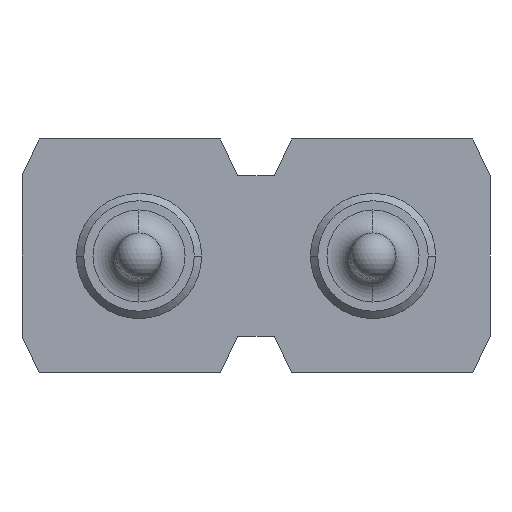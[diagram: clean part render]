
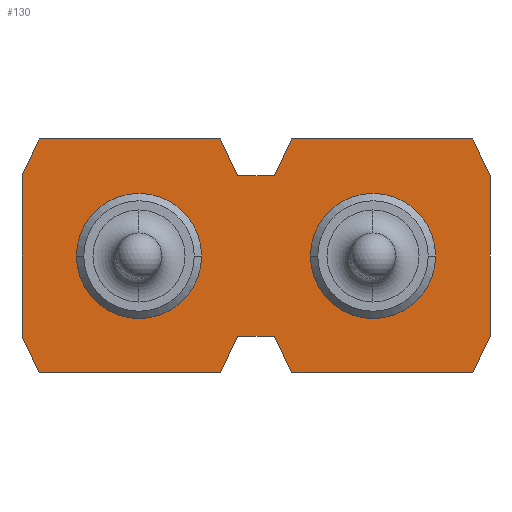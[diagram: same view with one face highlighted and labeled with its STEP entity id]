
A CAD part, front view. The second image highlights one B-rep face of the part: STEP entity #130.
In plain terms, the highlighted planar face has unit normal (0, -1, 0).
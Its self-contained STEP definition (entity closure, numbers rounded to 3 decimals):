
#130=ADVANCED_FACE('',(#246,#247,#248),#249,.F.);
#246=FACE_BOUND('',#364,.T.);
#247=FACE_BOUND('',#365,.T.);
#248=FACE_OUTER_BOUND('',#366,.T.);
#249=PLANE('',#367);
#364=EDGE_LOOP('',(#797,#798));
#365=EDGE_LOOP('',(#799,#800));
#366=EDGE_LOOP('',(#801,#802,#803,#804,#805,#806,#807,#808,#809,#810,#811,#812,#813,#814,#815,#816));
#367=AXIS2_PLACEMENT_3D('',#817,#818,#819);
#797=ORIENTED_EDGE('',*,*,#878,.T.);
#798=ORIENTED_EDGE('',*,*,#865,.T.);
#799=ORIENTED_EDGE('',*,*,#897,.T.);
#800=ORIENTED_EDGE('',*,*,#837,.T.);
#801=ORIENTED_EDGE('',*,*,#960,.T.);
#802=ORIENTED_EDGE('',*,*,#961,.T.);
#803=ORIENTED_EDGE('',*,*,#950,.T.);
#804=ORIENTED_EDGE('',*,*,#953,.T.);
#805=ORIENTED_EDGE('',*,*,#955,.T.);
#806=ORIENTED_EDGE('',*,*,#957,.T.);
#807=ORIENTED_EDGE('',*,*,#958,.T.);
#808=ORIENTED_EDGE('',*,*,#917,.F.);
#809=ORIENTED_EDGE('',*,*,#941,.T.);
#810=ORIENTED_EDGE('',*,*,#920,.T.);
#811=ORIENTED_EDGE('',*,*,#924,.T.);
#812=ORIENTED_EDGE('',*,*,#927,.T.);
#813=ORIENTED_EDGE('',*,*,#930,.T.);
#814=ORIENTED_EDGE('',*,*,#933,.T.);
#815=ORIENTED_EDGE('',*,*,#936,.T.);
#816=ORIENTED_EDGE('',*,*,#938,.T.);
#817=CARTESIAN_POINT('',(-1.37,0.0,0.0));
#818=DIRECTION('',(0.0,1.0,0.));
#819=DIRECTION('',(1.0,0.0,0.0));
#837=EDGE_CURVE('',#991,#993,#995,.T.);
#865=EDGE_CURVE('',#1045,#1047,#1049,.T.);
#878=EDGE_CURVE('',#1047,#1045,#1072,.T.);
#897=EDGE_CURVE('',#993,#991,#1096,.T.);
#917=EDGE_CURVE('',#1123,#1118,#1125,.T.);
#920=EDGE_CURVE('',#1131,#1129,#1132,.T.);
#924=EDGE_CURVE('',#1129,#1136,#1138,.T.);
#927=EDGE_CURVE('',#1136,#1141,#1143,.T.);
#930=EDGE_CURVE('',#1141,#1146,#1148,.T.);
#933=EDGE_CURVE('',#1146,#1151,#1153,.T.);
#936=EDGE_CURVE('',#1151,#1156,#1158,.T.);
#938=EDGE_CURVE('',#1156,#1159,#1162,.T.);
#941=EDGE_CURVE('',#1123,#1131,#1165,.T.);
#950=EDGE_CURVE('',#1181,#1179,#1182,.T.);
#953=EDGE_CURVE('',#1179,#1184,#1186,.T.);
#955=EDGE_CURVE('',#1184,#1187,#1189,.T.);
#957=EDGE_CURVE('',#1187,#1190,#1192,.T.);
#958=EDGE_CURVE('',#1190,#1118,#1193,.T.);
#960=EDGE_CURVE('',#1159,#1194,#1196,.T.);
#961=EDGE_CURVE('',#1194,#1181,#1197,.T.);
#991=VERTEX_POINT('',#1231);
#993=VERTEX_POINT('',#1234);
#995=CIRCLE('',#1237,0.68);
#1045=VERTEX_POINT('',#1297);
#1047=VERTEX_POINT('',#1300);
#1049=CIRCLE('',#1303,0.68);
#1072=CIRCLE('',#1332,0.68);
#1096=CIRCLE('',#1366,0.68);
#1118=VERTEX_POINT('',#1398);
#1123=VERTEX_POINT('',#1405);
#1125=LINE('',#1408,#1409);
#1129=VERTEX_POINT('',#1414);
#1131=VERTEX_POINT('',#1417);
#1132=LINE('',#1418,#1419);
#1136=VERTEX_POINT('',#1425);
#1138=LINE('',#1428,#1429);
#1141=VERTEX_POINT('',#1433);
#1143=LINE('',#1436,#1437);
#1146=VERTEX_POINT('',#1441);
#1148=LINE('',#1444,#1445);
#1151=VERTEX_POINT('',#1449);
#1153=LINE('',#1452,#1453);
#1156=VERTEX_POINT('',#1457);
#1158=LINE('',#1460,#1461);
#1159=VERTEX_POINT('',#1462);
#1162=LINE('',#1466,#1467);
#1165=LINE('',#1472,#1473);
#1179=VERTEX_POINT('',#1494);
#1181=VERTEX_POINT('',#1497);
#1182=LINE('',#1498,#1499);
#1184=VERTEX_POINT('',#1502);
#1186=LINE('',#1505,#1506);
#1187=VERTEX_POINT('',#1507);
#1189=LINE('',#1510,#1511);
#1190=VERTEX_POINT('',#1512);
#1192=LINE('',#1515,#1516);
#1193=LINE('',#1517,#1518);
#1194=VERTEX_POINT('',#1519);
#1196=LINE('',#1522,#1523);
#1197=LINE('',#1524,#1525);
#1231=CARTESIAN_POINT('',(-1.95,0.,0.));
#1234=CARTESIAN_POINT('',(-0.59,0.,0.));
#1237=AXIS2_PLACEMENT_3D('',#1565,#1566,#1567);
#1297=CARTESIAN_POINT('',(0.59,0.,0.));
#1300=CARTESIAN_POINT('',(1.95,0.,0.));
#1303=AXIS2_PLACEMENT_3D('',#1625,#1626,#1627);
#1332=AXIS2_PLACEMENT_3D('',#1652,#1653,#1654);
#1366=AXIS2_PLACEMENT_3D('',#1689,#1690,#1691);
#1398=CARTESIAN_POINT('',(-0.2,0.,-0.87));
#1405=CARTESIAN_POINT('',(0.2,0.,-0.87));
#1408=CARTESIAN_POINT('',(0.2,0.,-0.87));
#1409=VECTOR('',#1723,1.0);
#1414=CARTESIAN_POINT('',(2.353,0.,-1.27));
#1417=CARTESIAN_POINT('',(0.387,0.,-1.27));
#1418=CARTESIAN_POINT('',(0.387,0.,-1.27));
#1419=VECTOR('',#1726,1.0);
#1425=CARTESIAN_POINT('',(2.54,0.,-0.87));
#1428=CARTESIAN_POINT('',(2.353,0.,-1.27));
#1429=VECTOR('',#1730,1.0);
#1433=CARTESIAN_POINT('',(2.54,0.,0.87));
#1436=CARTESIAN_POINT('',(2.54,0.,-0.87));
#1437=VECTOR('',#1733,1.0);
#1441=CARTESIAN_POINT('',(2.353,0.,1.27));
#1444=CARTESIAN_POINT('',(2.54,0.,0.87));
#1445=VECTOR('',#1736,1.0);
#1449=CARTESIAN_POINT('',(0.387,0.,1.27));
#1452=CARTESIAN_POINT('',(2.353,0.,1.27));
#1453=VECTOR('',#1739,1.0);
#1457=CARTESIAN_POINT('',(0.2,0.,0.87));
#1460=CARTESIAN_POINT('',(0.387,0.,1.27));
#1461=VECTOR('',#1742,1.0);
#1462=CARTESIAN_POINT('',(-0.2,0.,0.87));
#1466=CARTESIAN_POINT('',(0.2,0.,0.87));
#1467=VECTOR('',#1744,1.0);
#1472=CARTESIAN_POINT('',(0.2,0.,-0.87));
#1473=VECTOR('',#1747,1.0);
#1494=CARTESIAN_POINT('',(-2.54,0.,0.87));
#1497=CARTESIAN_POINT('',(-2.353,0.,1.27));
#1498=CARTESIAN_POINT('',(-2.353,0.,1.27));
#1499=VECTOR('',#1756,1.0);
#1502=CARTESIAN_POINT('',(-2.54,0.,-0.87));
#1505=CARTESIAN_POINT('',(-2.54,0.,0.87));
#1506=VECTOR('',#1759,1.0);
#1507=CARTESIAN_POINT('',(-2.353,0.,-1.27));
#1510=CARTESIAN_POINT('',(-2.54,0.,-0.87));
#1511=VECTOR('',#1761,1.0);
#1512=CARTESIAN_POINT('',(-0.387,0.,-1.27));
#1515=CARTESIAN_POINT('',(-2.353,0.,-1.27));
#1516=VECTOR('',#1763,1.0);
#1517=CARTESIAN_POINT('',(-0.387,0.,-1.27));
#1518=VECTOR('',#1764,1.0);
#1519=CARTESIAN_POINT('',(-0.387,0.,1.27));
#1522=CARTESIAN_POINT('',(-0.2,0.,0.87));
#1523=VECTOR('',#1766,1.0);
#1524=CARTESIAN_POINT('',(-0.387,0.,1.27));
#1525=VECTOR('',#1767,1.0);
#1565=CARTESIAN_POINT('',(-1.27,0.0,0.0));
#1566=DIRECTION('',(0.0,1.0,0.));
#1567=DIRECTION('',(-1.0,0.0,0.0));
#1625=CARTESIAN_POINT('',(1.27,0.0,0.0));
#1626=DIRECTION('',(0.0,1.0,0.));
#1627=DIRECTION('',(-1.0,0.0,0.0));
#1652=CARTESIAN_POINT('',(1.27,0.0,0.0));
#1653=DIRECTION('',(0.0,1.0,0.));
#1654=DIRECTION('',(-1.0,0.0,0.0));
#1689=CARTESIAN_POINT('',(-1.27,0.0,0.0));
#1690=DIRECTION('',(0.0,1.0,0.));
#1691=DIRECTION('',(-1.0,0.0,0.0));
#1723=DIRECTION('',(-1.0,0.,0.));
#1726=DIRECTION('',(1.0,0.0,0.0));
#1730=DIRECTION('',(0.423,0.,0.906));
#1733=DIRECTION('',(0.0,0.,1.0));
#1736=DIRECTION('',(-0.423,0.,0.906));
#1739=DIRECTION('',(-1.0,0.0,0.0));
#1742=DIRECTION('',(-0.423,0.,-0.906));
#1744=DIRECTION('',(-1.0,0.0,0.0));
#1747=DIRECTION('',(0.423,0.,-0.906));
#1756=DIRECTION('',(-0.423,0.,-0.906));
#1759=DIRECTION('',(0.0,0.,-1.0));
#1761=DIRECTION('',(0.423,0.,-0.906));
#1763=DIRECTION('',(1.0,0.0,0.0));
#1764=DIRECTION('',(0.423,0.,0.906));
#1766=DIRECTION('',(-0.423,0.,0.906));
#1767=DIRECTION('',(-1.0,0.0,0.0));
